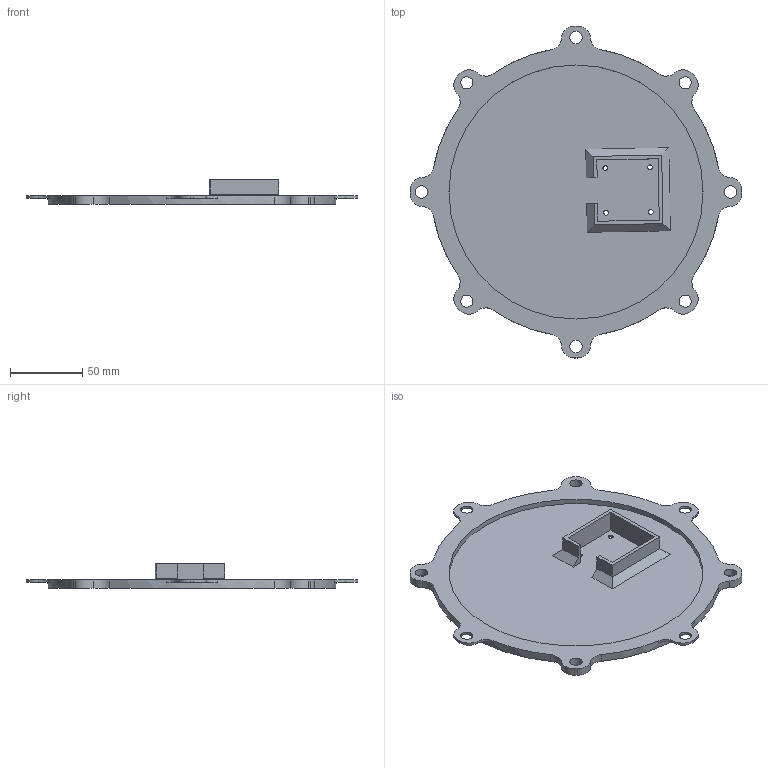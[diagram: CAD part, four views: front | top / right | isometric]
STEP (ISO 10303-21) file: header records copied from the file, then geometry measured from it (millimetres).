
FILE_DESCRIPTION(/* description */ (''),/* implementation_level */ '2;1');
FILE_NAME(/* name */ '6dof_assem v32_6dof_assem v29_6dof_assem v26_BaseBottomClosure v8 v3 v2 v6.step',/* time_stamp */ '2020-12-07T18:59:53-05:00',/* author */ (''),/* organization */ (''),/* preprocessor_version */ 'ST-DEVELOPER v18.1',/* originating_system */ 'Autodesk Translation Framework v9.3.0.1241',/* authorisation */ '');
FILE_SCHEMA (('AUTOMOTIVE_DESIGN { 1 0 10303 214 3 1 1 }'));
Length unit declared in the file: millimetre
Products named in the file (1): 6dof_assem v32_6dof_assem v29_6dof_assem v26_BaseBottomClosure v8 v3 
v2
Bounding box: 230 x 230 x 17 mm (x, y, z)
Volume: 104709.3 mm3; surface area: 78106.6 mm2
Topology: 1 solids, 1 shells, 86 faces, 238 edges, 156 vertices
Faces by surface type: cylinder 49, plane 33, cone 4
Full cylindrical faces by diameter (mm): 3.25 x4, 8.5 x8, 176 x1
Entity records: 2869 total; most frequent: DIRECTION 522, CARTESIAN_POINT 481, ORIENTED_EDGE 476, EDGE_CURVE 238, AXIS2_PLACEMENT_3D 197, VERTEX_POINT 156, LINE 128, VECTOR 128
